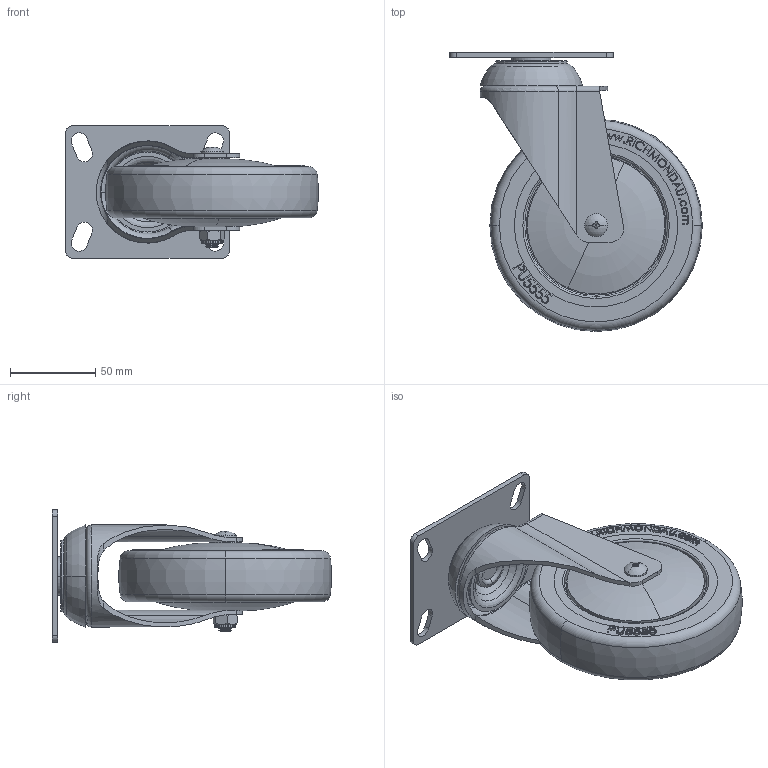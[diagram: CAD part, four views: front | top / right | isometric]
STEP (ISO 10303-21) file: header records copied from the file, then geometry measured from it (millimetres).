
FILE_DESCRIPTION (( 'STEP AP203' ), '1' );
FILE_NAME ('S5104.STEP', '2020-02-21T08:14:52', ( '' ), ( '' ), 'SwSTEP 2.0', 'SolidWorks 2013', '' );
FILE_SCHEMA (( 'CONFIG_CONTROL_DESIGN' ));
Length unit declared in the file: millimetre
Products named in the file (1): S5104
Bounding box: 148.42 x 163.9 x 78 mm (x, y, z)
Volume: 381040.5 mm3; surface area: 148331.9 mm2
Topology: 12 solids, 12 shells, 778 faces, 1894 edges, 1189 vertices
Faces by surface type: plane 310, torus 154, cylinder 124, bspline 120, cone 68, sphere 2
Entity records: 29622 total; most frequent: CARTESIAN_POINT 11672, ORIENTED_EDGE 3788, DIRECTION 3567, EDGE_CURVE 1894, AXIS2_PLACEMENT_3D 1312, VERTEX_POINT 1189, VECTOR 943, LINE 943
